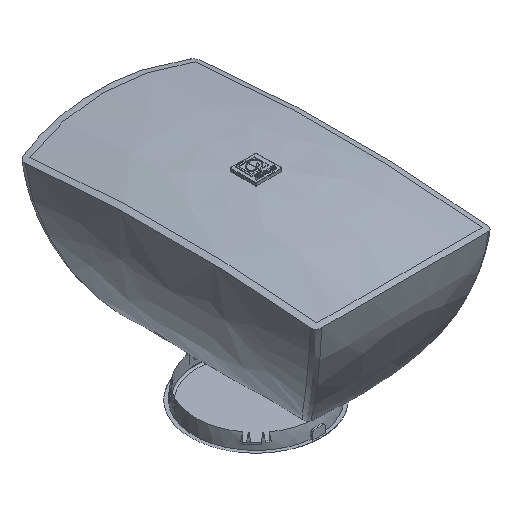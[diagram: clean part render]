
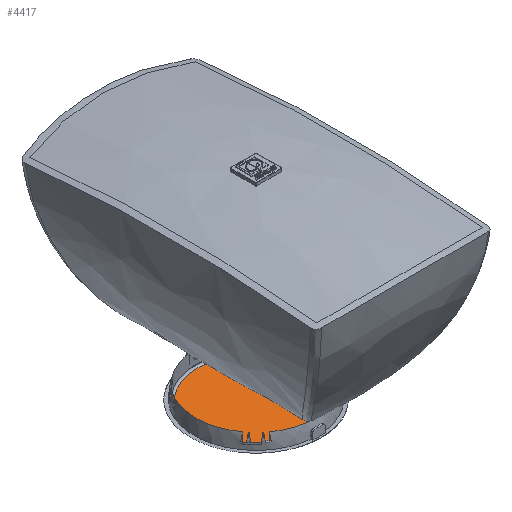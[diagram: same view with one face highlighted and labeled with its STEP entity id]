
A CAD part, isometric view. The second image highlights one B-rep face of the part: STEP entity #4417.
In plain terms, the highlighted planar face has unit normal (0, 0, -1).
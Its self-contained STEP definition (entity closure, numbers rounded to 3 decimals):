
#282=PLANE('',#4753);
#679=FACE_OUTER_BOUND('',#920,.T.);
#920=EDGE_LOOP('',(#3316,#3317));
#1884=CIRCLE('',#4673,44.492);
#1885=CIRCLE('',#4674,44.492);
#2057=VERTEX_POINT('',#6149);
#2058=VERTEX_POINT('',#6150);
#2486=EDGE_CURVE('',#2057,#2058,#1884,.T.);
#2487=EDGE_CURVE('',#2058,#2057,#1885,.T.);
#3316=ORIENTED_EDGE('',*,*,#2486,.T.);
#3317=ORIENTED_EDGE('',*,*,#2487,.T.);
#4417=ADVANCED_FACE('',(#679),#282,.T.);
#4673=AXIS2_PLACEMENT_3D('',#6151,#5092,#5093);
#4674=AXIS2_PLACEMENT_3D('',#6152,#5094,#5095);
#4753=AXIS2_PLACEMENT_3D('',#7436,#5297,#5298);
#5092=DIRECTION('center_axis',(0.,0.,-1.));
#5093=DIRECTION('ref_axis',(1.,0.,0.));
#5094=DIRECTION('center_axis',(0.,0.,-1.));
#5095=DIRECTION('ref_axis',(1.,0.,0.));
#5297=DIRECTION('center_axis',(0.,0.,
-1.));
#5298=DIRECTION('ref_axis',(0.,1.,0.));
#6149=CARTESIAN_POINT('',(0.,40.992,-153.));
#6150=CARTESIAN_POINT('',(44.492,-3.5,-153.));
#6151=CARTESIAN_POINT('Origin',(0.,-3.5,-153.));
#6152=CARTESIAN_POINT('Origin',(0.,-3.5,-153.));
#7436=CARTESIAN_POINT('Origin',(30.25,23.,-153.));
